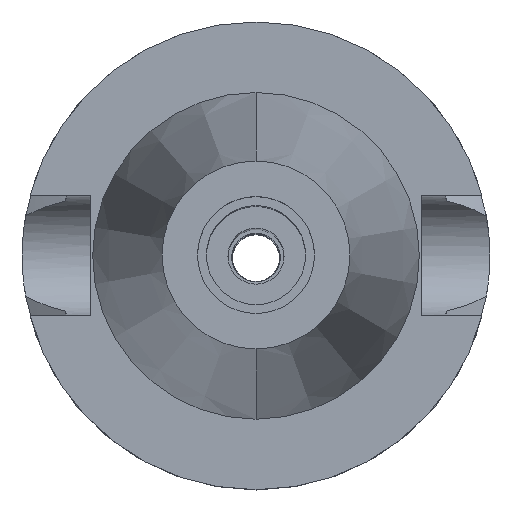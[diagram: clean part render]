
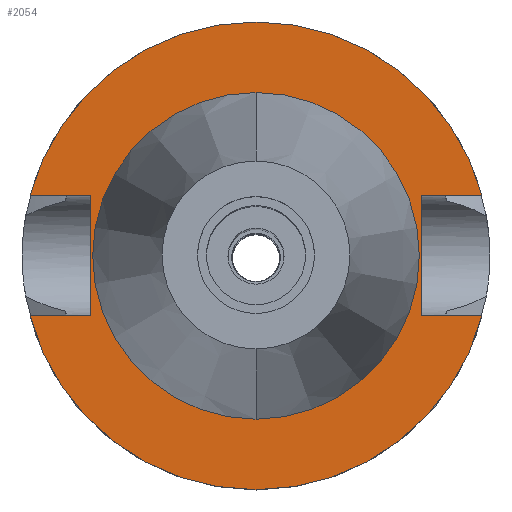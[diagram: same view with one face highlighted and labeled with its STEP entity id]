
A CAD part, top view. The second image highlights one B-rep face of the part: STEP entity #2054.
In plain terms, the highlighted planar face has unit normal (0, 0, 1).
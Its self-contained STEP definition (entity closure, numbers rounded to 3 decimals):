
#778=DIRECTION('',(1.,0.,0.));
#779=VECTOR('',#778,12.921);
#780=CARTESIAN_POINT('',(35.4,12.85,-1.5));
#781=LINE('',#780,#779);
#825=DIRECTION('',(0.,1.,0.));
#826=VECTOR('',#825,25.7);
#827=CARTESIAN_POINT('',(-35.4,-12.85,-1.5));
#828=LINE('',#827,#826);
#832=DIRECTION('',(-1.,0.,0.));
#833=VECTOR('',#832,12.921);
#834=CARTESIAN_POINT('',(-35.4,12.85,-1.5));
#835=LINE('',#834,#833);
#839=CARTESIAN_POINT('',(0.,0.,-1.5));
#840=DIRECTION('',(0.,0.,-1.));
#841=DIRECTION('',(-0.966,0.257,0.));
#842=AXIS2_PLACEMENT_3D('',#839,#840,#841);
#847=CARTESIAN_POINT('',(0.,0.,-1.5));
#848=DIRECTION('',(0.,0.,-1.));
#849=DIRECTION('',(0.,1.,0.));
#850=AXIS2_PLACEMENT_3D('',#847,#848,#849);
#855=DIRECTION('',(0.,-1.,0.));
#856=VECTOR('',#855,25.7);
#857=CARTESIAN_POINT('',(35.4,12.85,-1.5));
#858=LINE('',#857,#856);
#862=DIRECTION('',(1.,0.,0.));
#863=VECTOR('',#862,12.921);
#864=CARTESIAN_POINT('',(35.4,-12.85,-1.5));
#865=LINE('',#864,#863);
#869=CARTESIAN_POINT('',(0.,0.,-1.5));
#870=DIRECTION('',(0.,0.,-1.));
#871=DIRECTION('',(0.966,-0.257,0.));
#872=AXIS2_PLACEMENT_3D('',#869,#870,#871);
#877=CARTESIAN_POINT('',(0.,0.,-1.5));
#878=DIRECTION('',(0.,0.,-1.));
#879=DIRECTION('',(0.,-1.,0.));
#880=AXIS2_PLACEMENT_3D('',#877,#878,#879);
#885=CARTESIAN_POINT('',(0.,0.,-1.5));
#886=DIRECTION('',(0.,0.,1.));
#887=DIRECTION('',(0.,-1.,0.));
#888=AXIS2_PLACEMENT_3D('',#885,#886,#887);
#893=CARTESIAN_POINT('',(0.,0.,-1.5));
#894=DIRECTION('',(0.,0.,1.));
#895=DIRECTION('',(0.,1.,0.));
#896=AXIS2_PLACEMENT_3D('',#893,#894,#895);
#931=DIRECTION('',(-1.,0.,0.));
#932=VECTOR('',#931,12.921);
#933=CARTESIAN_POINT('',(-35.4,-12.85,-1.5));
#934=LINE('',#933,#932);
#1309=CARTESIAN_POINT('',(-35.4,-12.85,-1.5));
#1310=VERTEX_POINT('',#1309);
#1311=CARTESIAN_POINT('',(-48.321,-12.85,-1.5));
#1312=VERTEX_POINT('',#1311);
#1315=CARTESIAN_POINT('',(-35.4,12.85,-1.5));
#1316=VERTEX_POINT('',#1315);
#1317=CARTESIAN_POINT('',(-48.321,12.85,-1.5));
#1318=VERTEX_POINT('',#1317);
#1319=CARTESIAN_POINT('',(0.,50.,-1.5));
#1320=CARTESIAN_POINT('',(48.321,12.85,-1.5));
#1321=VERTEX_POINT('',#1319);
#1322=VERTEX_POINT('',#1320);
#1323=CARTESIAN_POINT('',(35.4,12.85,-1.5));
#1324=VERTEX_POINT('',#1323);
#1325=CARTESIAN_POINT('',(35.4,-12.85,-1.5));
#1326=VERTEX_POINT('',#1325);
#1327=CARTESIAN_POINT('',(48.321,-12.85,-1.5));
#1328=VERTEX_POINT('',#1327);
#1329=CARTESIAN_POINT('',(0.,-50.,-1.5));
#1330=VERTEX_POINT('',#1329);
#1331=CARTESIAN_POINT('',(0.,-34.925,-1.5));
#1332=CARTESIAN_POINT('',(0.,34.925,-1.5));
#1333=VERTEX_POINT('',#1331);
#1334=VERTEX_POINT('',#1332);
#2023=CARTESIAN_POINT('',(0.,0.,-1.5));
#2024=DIRECTION('',(0.,0.,-1.));
#2025=DIRECTION('',(0.,-1.,0.));
#2026=AXIS2_PLACEMENT_3D('',#2023,#2024,#2025);
#2027=PLANE('',#2026);
#2029=ORIENTED_EDGE('',*,*,#2028,.T.);
#2031=ORIENTED_EDGE('',*,*,#2030,.T.);
#2033=ORIENTED_EDGE('',*,*,#2032,.T.);
#2035=ORIENTED_EDGE('',*,*,#2034,.T.);
#2036=ORIENTED_EDGE('',*,*,#1999,.F.);
#2037=ORIENTED_EDGE('',*,*,#2013,.T.);
#2039=ORIENTED_EDGE('',*,*,#2038,.T.);
#2041=ORIENTED_EDGE('',*,*,#2040,.T.);
#2043=ORIENTED_EDGE('',*,*,#2042,.T.);
#2045=ORIENTED_EDGE('',*,*,#2044,.F.);
#2046=EDGE_LOOP('',(#2029,#2031,#2033,#2035,#2036,#2037,#2039,#2041,#2043,
#2045));
#2047=FACE_OUTER_BOUND('',#2046,.F.);
#2049=ORIENTED_EDGE('',*,*,#2048,.T.);
#2051=ORIENTED_EDGE('',*,*,#2050,.T.);
#2052=EDGE_LOOP('',(#2049,#2051));
#2053=FACE_BOUND('',#2052,.F.);
#843=CIRCLE('',#842,50.);
#851=CIRCLE('',#850,50.);
#873=CIRCLE('',#872,50.);
#881=CIRCLE('',#880,50.);
#889=CIRCLE('',#888,34.925);
#897=CIRCLE('',#896,34.925);
#1999=EDGE_CURVE('',#1324,#1322,#781,.T.);
#2013=EDGE_CURVE('',#1324,#1326,#858,.T.);
#2028=EDGE_CURVE('',#1310,#1316,#828,.T.);
#2030=EDGE_CURVE('',#1316,#1318,#835,.T.);
#2032=EDGE_CURVE('',#1318,#1321,#843,.T.);
#2034=EDGE_CURVE('',#1321,#1322,#851,.T.);
#2038=EDGE_CURVE('',#1326,#1328,#865,.T.);
#2040=EDGE_CURVE('',#1328,#1330,#873,.T.);
#2042=EDGE_CURVE('',#1330,#1312,#881,.T.);
#2044=EDGE_CURVE('',#1310,#1312,#934,.T.);
#2048=EDGE_CURVE('',#1333,#1334,#889,.T.);
#2050=EDGE_CURVE('',#1334,#1333,#897,.T.);
#2054=ADVANCED_FACE('',(#2047,#2053),#2027,.F.);
